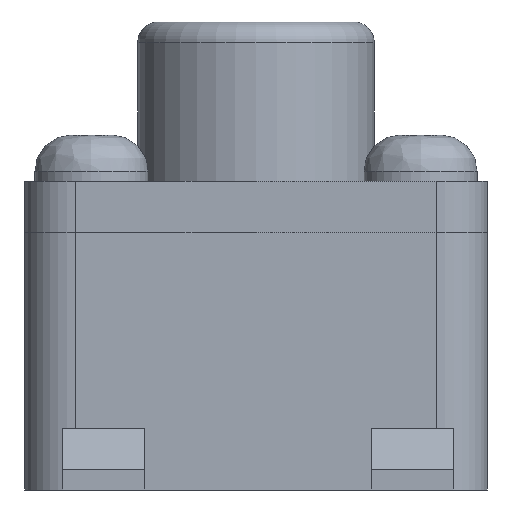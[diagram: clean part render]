
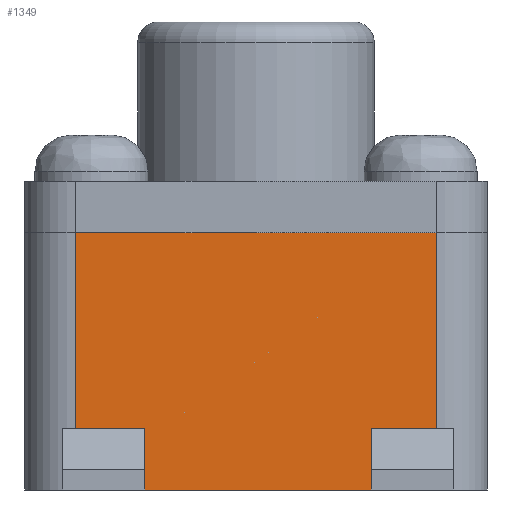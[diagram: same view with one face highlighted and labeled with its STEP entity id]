
A CAD part, left-side view. The second image highlights one B-rep face of the part: STEP entity #1349.
In plain terms, the highlighted planar face has unit normal (-1, 0, 0).
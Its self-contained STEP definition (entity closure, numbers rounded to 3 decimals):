
#107=FACE_OUTER_BOUND('',#193,.T.);
#193=EDGE_LOOP('',(#942,#943,#944,#945));
#292=LINE('',#2038,#441);
#294=LINE('',#2047,#443);
#295=LINE('',#2050,#444);
#296=LINE('',#2051,#445);
#441=VECTOR('',#1629,10.);
#443=VECTOR('',#1641,10.);
#444=VECTOR('',#1644,10.);
#445=VECTOR('',#1645,10.);
#588=VERTEX_POINT('',#2035);
#589=VERTEX_POINT('',#2037);
#591=VERTEX_POINT('',#2045);
#592=VERTEX_POINT('',#2049);
#724=EDGE_CURVE('',#588,#589,#292,.T.);
#729=EDGE_CURVE('',#589,#591,#294,.T.);
#730=EDGE_CURVE('',#592,#588,#295,.T.);
#731=EDGE_CURVE('',#591,#592,#296,.T.);
#942=ORIENTED_EDGE('',*,*,#729,.F.);
#943=ORIENTED_EDGE('',*,*,#724,.F.);
#944=ORIENTED_EDGE('',*,*,#730,.F.);
#945=ORIENTED_EDGE('',*,*,#731,.F.);
#1278=PLANE('',#1468);
#1349=ADVANCED_FACE('',(#107),#1278,.T.);
#1468=AXIS2_PLACEMENT_3D('',#2048,#1642,#1643);
#1629=DIRECTION('',(0.,1.,0.));
#1641=DIRECTION('',(0.,0.,1.));
#1642=DIRECTION('center_axis',(-1.,0.,0.));
#1643=DIRECTION('ref_axis',(0.,-1.,0.));
#1644=DIRECTION('',(0.,0.,-1.));
#1645=DIRECTION('',(0.,-1.,0.));
#2035=CARTESIAN_POINT('',(-2.25,-1.75,0.));
#2037=CARTESIAN_POINT('',(-2.25,1.75,0.));
#2038=CARTESIAN_POINT('',(-2.25,-2.25,0.));
#2045=CARTESIAN_POINT('',(-2.25,1.75,2.5));
#2047=CARTESIAN_POINT('',(-2.25,1.75,0.));
#2048=CARTESIAN_POINT('Origin',(-2.25,2.25,0.));
#2049=CARTESIAN_POINT('',(-2.25,-1.75,2.5));
#2050=CARTESIAN_POINT('',(-2.25,-1.75,0.));
#2051=CARTESIAN_POINT('',(-2.25,-2.25,2.5));
